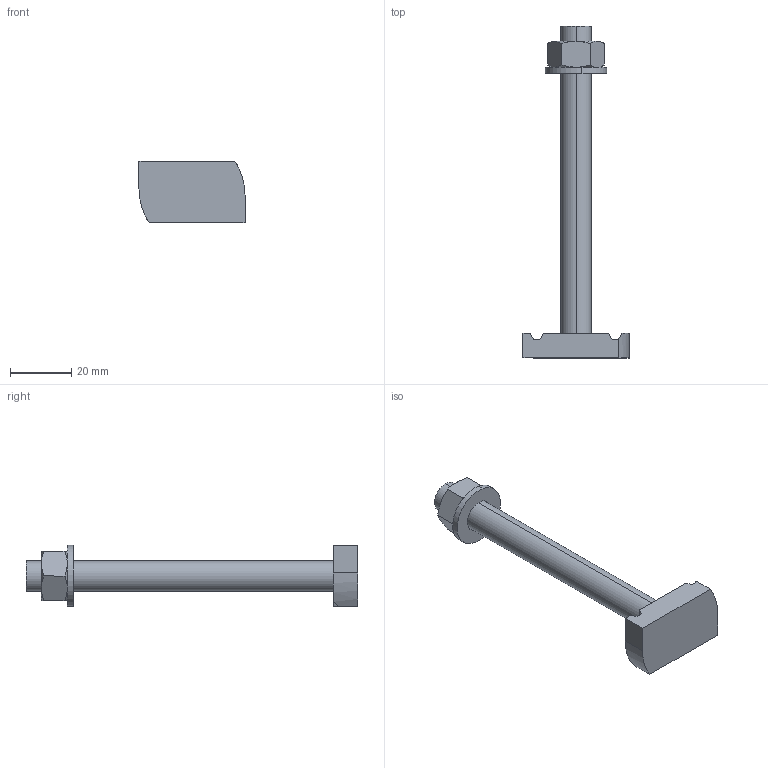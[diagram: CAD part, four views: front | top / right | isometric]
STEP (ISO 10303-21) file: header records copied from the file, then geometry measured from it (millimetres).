
FILE_DESCRIPTION (( 'STEP AP214' ), '1' );
FILE_NAME ('1148430.STEP', '2026-03-16T10:01:04', ( '' ), ( '' ), 'SwSTEP 2.0', 'SolidWorks 2024', '' );
FILE_SCHEMA (( 'AUTOMOTIVE_DESIGN' ));
Length unit declared in the file: millimetre
Products named in the file (4): 018964_Hexagon Nut ISO - 4032 - M10 - D - N; 018962_Flache Scheibe ISO 7089 - 10; 154216_M10X100 A4 05908127 MS41HB HAMSchr; 1148430
Assembly tree (3 placements, depth 2):
  1148430
    154216_M10X100 A4 05908127 MS41HB HAMSchr
    018964_Hexagon Nut ISO - 4032 - M10 - D - N
    018962_Flache Scheibe ISO 7089 - 10
Bounding box: 34.5 x 108 x 20 mm (x, y, z)
Volume: 14767.7 mm3; surface area: 7014.6 mm2
Topology: 3 solids, 3 shells, 47 faces, 108 edges, 68 vertices
Faces by surface type: plane 25, cone 12, cylinder 10
Entity records: 1535 total; most frequent: CARTESIAN_POINT 371, DIRECTION 220, ORIENTED_EDGE 216, EDGE_CURVE 108, AXIS2_PLACEMENT_3D 85, VERTEX_POINT 68, EDGE_LOOP 52, VECTOR 50
